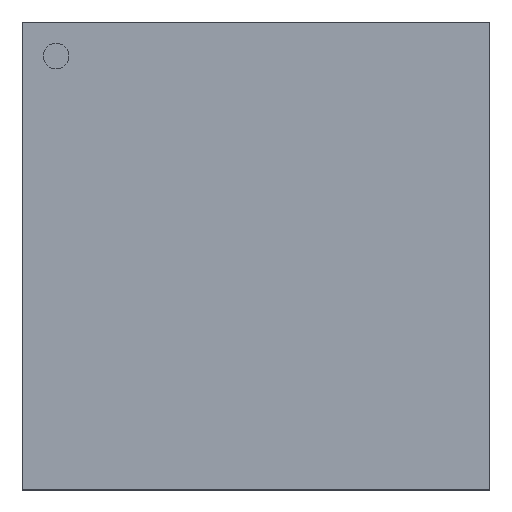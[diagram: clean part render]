
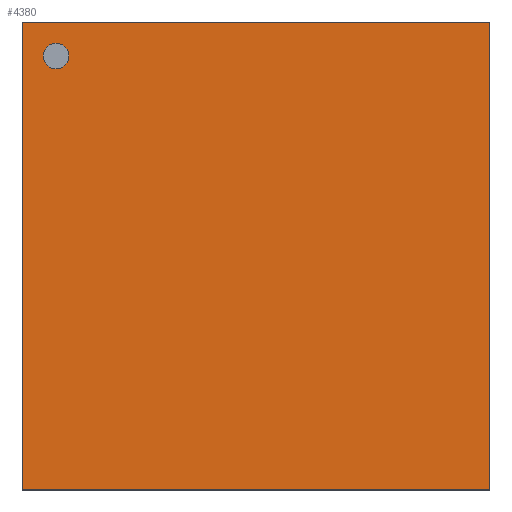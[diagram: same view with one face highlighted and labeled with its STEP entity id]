
A CAD part, top view. The second image highlights one B-rep face of the part: STEP entity #4380.
In plain terms, the highlighted planar face has unit normal (0, 0, 1).
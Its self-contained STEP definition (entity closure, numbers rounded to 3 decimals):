
#998=LINE('',#8360,#1010);
#1001=LINE('',#8366,#1013);
#1004=LINE('',#8372,#1016);
#1007=LINE('',#8376,#1019);
#1010=VECTOR('',#6366,1.);
#1013=VECTOR('',#6371,1.);
#1016=VECTOR('',#6376,1.);
#1019=VECTOR('',#6381,1.);
#1026=PLANE('',#5371);
#1355=FACE_BOUND('',#2027,.T.);
#1364=FACE_OUTER_BOUND('',#2026,.T.);
#2026=EDGE_LOOP('',(#3712,#3713,#3714,#3715));
#2027=EDGE_LOOP('',(#3716));
#2683=CIRCLE('',#5364,0.3);
#3012=VERTEX_POINT('',#8350);
#3015=VERTEX_POINT('',#8357);
#3016=VERTEX_POINT('',#8359);
#3018=VERTEX_POINT('',#8365);
#3020=VERTEX_POINT('',#8371);
#3349=EDGE_CURVE('',#3012,#3012,#2683,.T.);
#3352=EDGE_CURVE('',#3016,#3015,#998,.T.);
#3355=EDGE_CURVE('',#3018,#3016,#1001,.T.);
#3358=EDGE_CURVE('',#3020,#3018,#1004,.T.);
#3361=EDGE_CURVE('',#3015,#3020,#1007,.T.);
#3712=ORIENTED_EDGE('',*,*,#3361,.T.);
#3713=ORIENTED_EDGE('',*,*,#3358,.T.);
#3714=ORIENTED_EDGE('',*,*,#3355,.T.);
#3715=ORIENTED_EDGE('',*,*,#3352,.T.);
#3716=ORIENTED_EDGE('',*,*,#3349,.T.);
#4380=ADVANCED_FACE('',(#1364,#1355),#1026,.T.);
#5364=AXIS2_PLACEMENT_3D('',#8351,#6358,#6359);
#5371=AXIS2_PLACEMENT_3D('',#8378,#6384,#6385);
#6358=DIRECTION('center_axis',(0.,0.,-1.));
#6359=DIRECTION('ref_axis',(-1.,0.,0.));
#6366=DIRECTION('',(1.,0.,0.));
#6371=DIRECTION('',(0.,-1.,0.));
#6376=DIRECTION('',(-1.,0.,0.));
#6381=DIRECTION('',(0.,1.,0.));
#6384=DIRECTION('center_axis',(0.,0.,1.));
#6385=DIRECTION('ref_axis',(1.,0.,0.));
#8350=CARTESIAN_POINT('',(-4.4,4.7,1.01));
#8351=CARTESIAN_POINT('Origin',(-4.7,4.7,1.01));
#8357=CARTESIAN_POINT('',(5.5,-5.5,1.01));
#8359=CARTESIAN_POINT('',(-5.5,-5.5,1.01));
#8360=CARTESIAN_POINT('',(5.5,-5.5,1.01));
#8365=CARTESIAN_POINT('',(-5.5,5.5,1.01));
#8366=CARTESIAN_POINT('',(-5.5,-5.5,1.01));
#8371=CARTESIAN_POINT('',(5.5,5.5,1.01));
#8372=CARTESIAN_POINT('',(-5.5,5.5,1.01));
#8376=CARTESIAN_POINT('',(5.5,5.5,1.01));
#8378=CARTESIAN_POINT('Origin',(0.,0.,
1.01));
